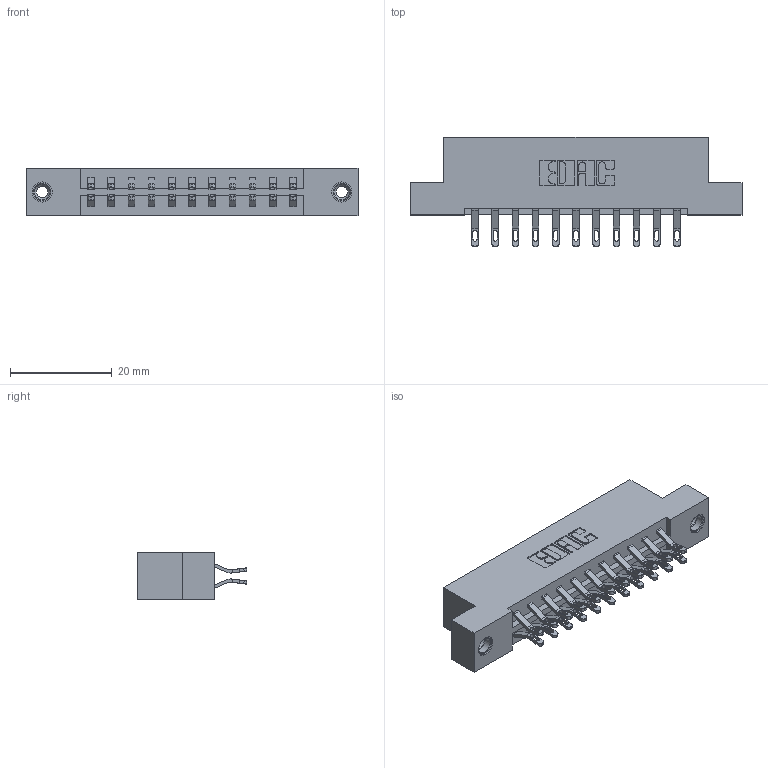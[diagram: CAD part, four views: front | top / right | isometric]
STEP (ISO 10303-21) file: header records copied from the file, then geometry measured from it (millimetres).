
FILE_DESCRIPTION (( 'STEP AP203' ), '1' );
FILE_NAME ('833-022-555-208.STEP', '2020-06-01T17:46:36', ( '' ), ( '' ), 'SwSTEP 2.0', 'SolidWorks 2020', '' );
FILE_SCHEMA (( 'CONFIG_CONTROL_DESIGN' ));
Length unit declared in the file: inch
Products named in the file (4): 833-022-555-208; 345-250-001_345-250-003-102; 833 Part_Flush - .156 Dia - TI; 345-292-001_555 Tail
Assembly tree (25 placements, depth 2):
  833-022-555-208
    833 Part_Flush - .156 Dia - TI
    345-292-001_555 Tail  x22
    345-250-001_345-250-003-102  x2
Bounding box: 65.13 x 21.47 x 9.4 mm (x, y, z)
Volume: 6416.3 mm3; surface area: 7513 mm2
Topology: 25 solids, 25 shells, 1450 faces, 4473 edges, 2974 vertices
Faces by surface type: plane 850, cylinder 584, cone 12, torus 4
Entity records: 12598 total; most frequent: CARTESIAN_POINT 2143, ORIENTED_EDGE 2042, DIRECTION 1887, EDGE_CURVE 1021, LINE 853, VECTOR 853, VERTEX_POINT 676, AXIS2_PLACEMENT_3D 517
